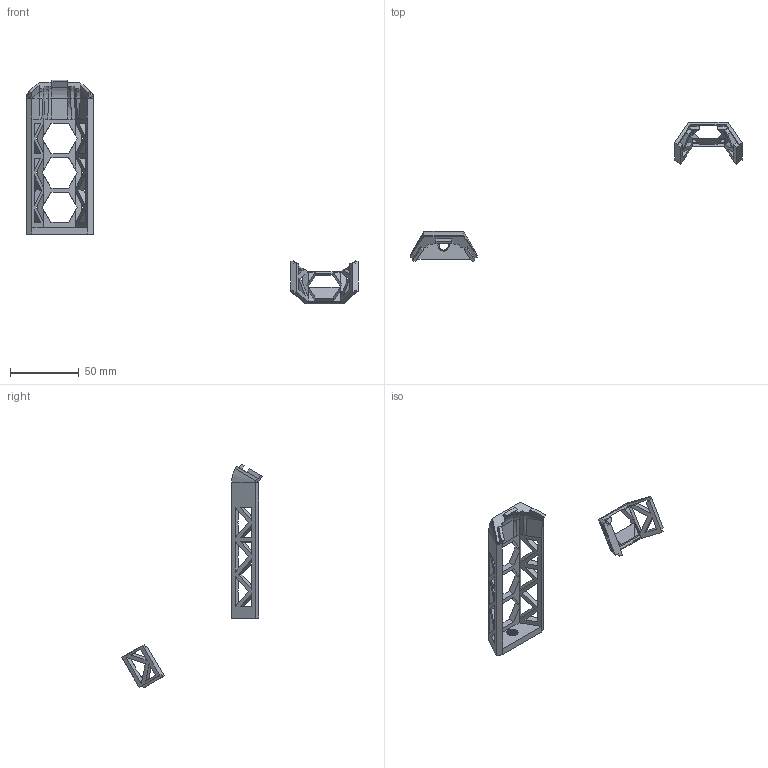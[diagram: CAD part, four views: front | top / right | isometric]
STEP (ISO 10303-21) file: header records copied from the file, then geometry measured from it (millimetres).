
FILE_DESCRIPTION(/* description */ (''),/* implementation_level */ '2;1');
FILE_NAME(/* name */ 'Hextraction Hexcessories v1.step',/* time_stamp */ '2023-05-18T10:34:52-05:00',/* author */ (''),/* organization */ (''),/* preprocessor_version */ 'ST-DEVELOPER v19.2',/* originating_system */ 'Autodesk Translation Framework v12.4.0.73',/* authorisation */ '');
FILE_SCHEMA (('AUTOMOTIVE_DESIGN { 1 0 10303 214 3 1 1 }'));
Length unit declared in the file: millimetre
Products named in the file (2): Hextraction Hexcessories; Accessories
Assembly tree (1 placements, depth 2):
  Hextraction Hexcessories
    Accessories
Bounding box: 240.93 x 101.71 x 162.32 mm (x, y, z)
Volume: 27358.9 mm3; surface area: 19714.1 mm2
Topology: 2 solids, 3 shells, 222 faces, 672 edges, 432 vertices
Faces by surface type: plane 191, cylinder 13, cone 12, bspline 6
Full cylindrical faces by diameter (mm): 6.795 x1, 8.3 x2
Entity records: 8220 total; most frequent: CARTESIAN_POINT 2174, ORIENTED_EDGE 1320, DIRECTION 1096, EDGE_CURVE 660, LINE 620, VECTOR 620, VERTEX_POINT 430, EDGE_LOOP 262
